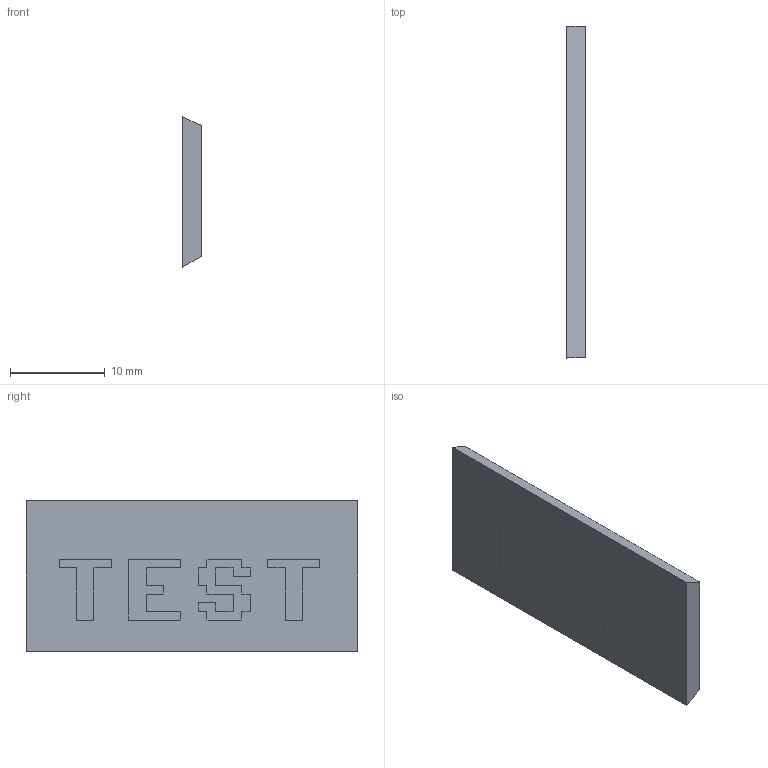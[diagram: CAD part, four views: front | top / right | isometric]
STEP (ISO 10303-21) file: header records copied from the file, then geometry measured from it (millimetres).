
FILE_DESCRIPTION(/* description */ ('Alibre Inc.'),/* implementation_level */ '2;1');
FILE_NAME(/* name */ 'export-2020F5D2-C931-4E01-A9CE-890137926441',/* time_stamp */ '2026-01-23T21:27:40+01:00',/* author */ (''),/* organization */ (''),/* preprocessor_version */ 'ST-DEVELOPER v17',/* originating_system */ 'Alibre',/* authorisation */ '');
FILE_SCHEMA (('CONFIG_CONTROL_DESIGN'));
Length unit declared in the file: millimetre
Bounding box: 2 x 35 x 15.87 mm (x, y, z)
Volume: 975.9 mm3; surface area: 1297.1 mm2
Topology: 1 solids, 1 shells, 86 faces, 228 edges, 152 vertices
Faces by surface type: plane 86
Entity records: 2611 total; most frequent: CARTESIAN_POINT 466, ORIENTED_EDGE 456, DIRECTION 314, VECTOR 228, LINE 228, EDGE_CURVE 228, VERTEX_POINT 152, EDGE_LOOP 94
